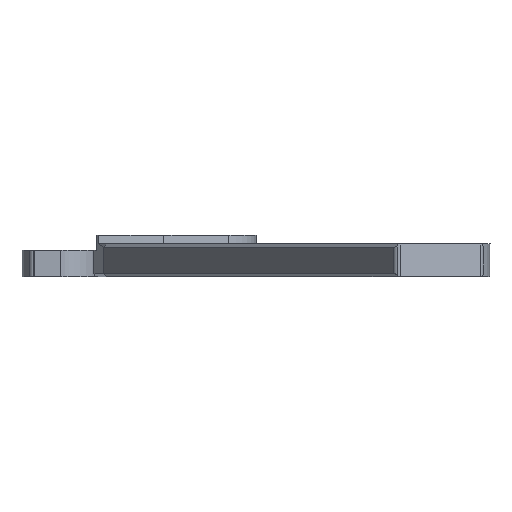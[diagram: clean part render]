
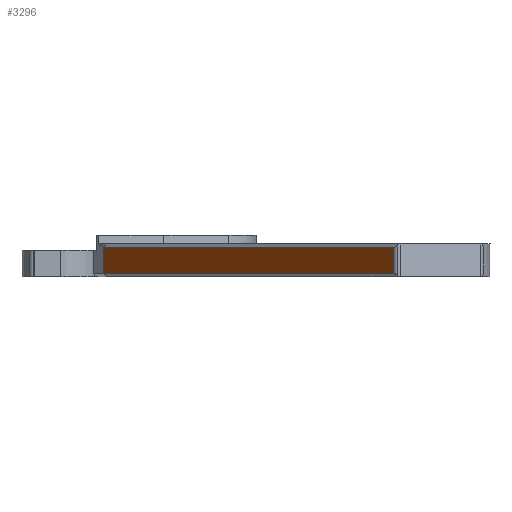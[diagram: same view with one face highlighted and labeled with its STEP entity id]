
A CAD part, left-side view. The second image highlights one B-rep face of the part: STEP entity #3296.
In plain terms, the highlighted planar face has unit normal (-0.529, 0.849, 0).
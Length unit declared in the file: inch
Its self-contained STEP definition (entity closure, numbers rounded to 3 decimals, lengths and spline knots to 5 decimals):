
#9 = DIRECTION ( 'NONE',  ( 0.529, -0.849, 0. ) ) ;
#259 = VERTEX_POINT ( 'NONE', #1542 ) ;
#330 = ORIENTED_EDGE ( 'NONE', *, *, #2723, .F. ) ;
#438 = ORIENTED_EDGE ( 'NONE', *, *, #1550, .T. ) ;
#662 = EDGE_LOOP ( 'NONE', ( #1454, #438, #801, #330 ) ) ;
#665 = VECTOR ( 'NONE', #1229, 39.37008 ) ;
#720 = LINE ( 'NONE', #2765, #2018 ) ;
#794 = LINE ( 'NONE', #1859, #2758 ) ;
#801 = ORIENTED_EDGE ( 'NONE', *, *, #2037, .F. ) ;
#814 = CARTESIAN_POINT ( 'NONE',  ( 5.86837, -9.41727, 0.177 ) ) ;
#1036 = VERTEX_POINT ( 'NONE', #1880 ) ;
#1122 = VECTOR ( 'NONE', #2331, 39.37008 ) ;
#1194 = LINE ( 'NONE', #814, #1122 ) ;
#1229 = DIRECTION ( 'NONE',  ( 0., 0., -1. ) ) ;
#1243 = DIRECTION ( 'NONE',  ( -0.849, -0.529, 0. ) ) ;
#1390 = LINE ( 'NONE', #2995, #665 ) ;
#1454 = ORIENTED_EDGE ( 'NONE', *, *, #2262, .T. ) ;
#1497 = VERTEX_POINT ( 'NONE', #1994 ) ;
#1542 = CARTESIAN_POINT ( 'NONE',  ( 13.4767, -4.67615, 0.02 ) ) ;
#1550 = EDGE_CURVE ( 'NONE', #259, #1036, #720, .T. ) ;
#1649 = PLANE ( 'NONE',  #2165 ) ;
#1859 = CARTESIAN_POINT ( 'NONE',  ( 13.4767, -4.67615, 0.197 ) ) ;
#1880 = CARTESIAN_POINT ( 'NONE',  ( 10.68624, -6.41502, 0.02 ) ) ;
#1889 = DIRECTION ( 'NONE',  ( 0.849, 0.529, 0. ) ) ;
#1994 = CARTESIAN_POINT ( 'NONE',  ( 10.68624, -6.41502, 0.177 ) ) ;
#2018 = VECTOR ( 'NONE', #1243, 39.37008 ) ;
#2037 = EDGE_CURVE ( 'NONE', #1497, #1036, #1390, .T. ) ;
#2162 = CARTESIAN_POINT ( 'NONE',  ( 13.4767, -4.67615, 0.177 ) ) ;
#2165 = AXIS2_PLACEMENT_3D ( 'NONE', #3135, #9, #1889 ) ;
#2262 = EDGE_CURVE ( 'NONE', #2892, #259, #794, .T. ) ;
#2331 = DIRECTION ( 'NONE',  ( -0.849, -0.529, 0. ) ) ;
#2723 = EDGE_CURVE ( 'NONE', #2892, #1497, #1194, .T. ) ;
#2758 = VECTOR ( 'NONE', #3102, 39.37008 ) ;
#2765 = CARTESIAN_POINT ( 'NONE',  ( 5.86837, -9.41727, 0.02 ) ) ;
#2892 = VERTEX_POINT ( 'NONE', #2162 ) ;
#2995 = CARTESIAN_POINT ( 'NONE',  ( 10.68624, -6.41502, 0.197 ) ) ;
#3102 = DIRECTION ( 'NONE',  ( 0., 0., -1. ) ) ;
#3135 = CARTESIAN_POINT ( 'NONE',  ( 5.86837, -9.41727, 0.197 ) ) ;
#3296 = ADVANCED_FACE ( 'NONE', ( #3297 ), #1649, .F. ) ;
#3297 = FACE_OUTER_BOUND ( 'NONE', #662, .T. ) ;
